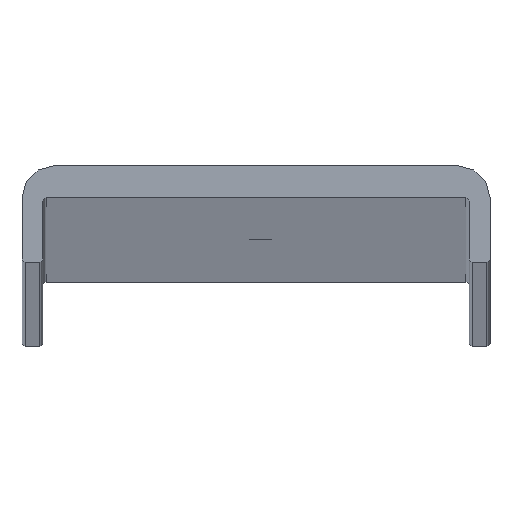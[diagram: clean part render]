
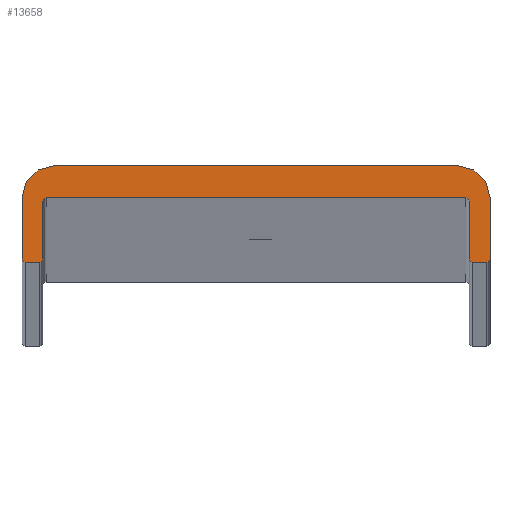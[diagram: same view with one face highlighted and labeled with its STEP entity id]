
A CAD part, top view. The second image highlights one B-rep face of the part: STEP entity #13658.
In plain terms, the highlighted planar face has unit normal (0, 0, 1).
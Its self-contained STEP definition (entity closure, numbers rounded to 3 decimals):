
#47 = CARTESIAN_POINT ( 'NONE',  ( 13.25, 3.8, 1500. ) ) ;
#125 = VECTOR ( 'NONE', #5228, 1000. ) ;
#160 = EDGE_CURVE ( 'NONE', #7564, #6875, #15555, .T. ) ;
#328 = AXIS2_PLACEMENT_3D ( 'NONE', #11628, #10084, #1722 ) ;
#472 = VERTEX_POINT ( 'NONE', #4357 ) ;
#537 = ORIENTED_EDGE ( 'NONE', *, *, #160, .T. ) ;
#619 = DIRECTION ( 'NONE',  ( 0., 1., 0. ) ) ;
#724 = VERTEX_POINT ( 'NONE', #9202 ) ;
#799 = CIRCLE ( 'NONE', #3241, 0.2 ) ;
#935 = DIRECTION ( 'NONE',  ( 1., 0., 0. ) ) ;
#1216 = CIRCLE ( 'NONE', #7935, 2. ) ;
#1221 = CARTESIAN_POINT ( 'NONE',  ( 14.35, 0.2, 1500. ) ) ;
#1367 = VERTEX_POINT ( 'NONE', #6272 ) ;
#1614 = EDGE_CURVE ( 'NONE', #6875, #1367, #14873, .T. ) ;
#1643 = EDGE_CURVE ( 'NONE', #724, #7627, #11102, .T. ) ;
#1722 = DIRECTION ( 'NONE',  ( -1., 0., 0. ) ) ;
#1843 = EDGE_CURVE ( 'NONE', #1870, #2835, #10674, .T. ) ;
#1870 = VERTEX_POINT ( 'NONE', #5154 ) ;
#1904 = VERTEX_POINT ( 'NONE', #13200 ) ;
#2045 = CARTESIAN_POINT ( 'NONE',  ( 14.55, 4., 1500. ) ) ;
#2389 = VERTEX_POINT ( 'NONE', #11255 ) ;
#2447 = CARTESIAN_POINT ( 'NONE',  ( -13.05, 3.8, 1500. ) ) ;
#2506 = CARTESIAN_POINT ( 'NONE',  ( -14.55, 0.2, 1500. ) ) ;
#2643 = CIRCLE ( 'NONE', #9870, 0.2 ) ;
#2644 = DIRECTION ( 'NONE',  ( 1., 0., 0. ) ) ;
#2712 = CARTESIAN_POINT ( 'NONE',  ( 12.55, 6., 1500. ) ) ;
#2725 = EDGE_CURVE ( 'NONE', #13657, #10351, #10230, .T. ) ;
#2825 = DIRECTION ( 'NONE',  ( 1., 0., 0. ) ) ;
#2835 = VERTEX_POINT ( 'NONE', #7200 ) ;
#3019 = LINE ( 'NONE', #2045, #5197 ) ;
#3143 = CARTESIAN_POINT ( 'NONE',  ( 14.35, 0., 1500. ) ) ;
#3155 = VERTEX_POINT ( 'NONE', #15109 ) ;
#3241 = AXIS2_PLACEMENT_3D ( 'NONE', #16611, #9625, #13967 ) ;
#3242 = CARTESIAN_POINT ( 'NONE',  ( 14.55, 0.2, 1500. ) ) ;
#3876 = EDGE_CURVE ( 'NONE', #3155, #13657, #18224, .T. ) ;
#4223 = LINE ( 'NONE', #47, #7772 ) ;
#4357 = CARTESIAN_POINT ( 'NONE',  ( -13.45, 0., 1500. ) ) ;
#4397 = DIRECTION ( 'NONE',  ( 0., 0., 1. ) ) ;
#4622 = AXIS2_PLACEMENT_3D ( 'NONE', #2447, #5210, #15078 ) ;
#4832 = AXIS2_PLACEMENT_3D ( 'NONE', #15816, #11624, #11554 ) ;
#5154 = CARTESIAN_POINT ( 'NONE',  ( -13.05, 4., 1500. ) ) ;
#5197 = VECTOR ( 'NONE', #619, 1000. ) ;
#5210 = DIRECTION ( 'NONE',  ( 0., 0., -1. ) ) ;
#5228 = DIRECTION ( 'NONE',  ( -1., 0., 0. ) ) ;
#5254 = EDGE_CURVE ( 'NONE', #1367, #724, #9856, .T. ) ;
#5258 = ORIENTED_EDGE ( 'NONE', *, *, #1643, .T. ) ;
#5397 = EDGE_CURVE ( 'NONE', #5730, #1870, #12744, .T. ) ;
#5730 = VERTEX_POINT ( 'NONE', #9545 ) ;
#5907 = ORIENTED_EDGE ( 'NONE', *, *, #3876, .T. ) ;
#6272 = CARTESIAN_POINT ( 'NONE',  ( -14.55, 4., 1500. ) ) ;
#6435 = DIRECTION ( 'NONE',  ( -1., 0., 0. ) ) ;
#6445 = ORIENTED_EDGE ( 'NONE', *, *, #1843, .T. ) ;
#6493 = CARTESIAN_POINT ( 'NONE',  ( 13.45, 0., 1500. ) ) ;
#6518 = VERTEX_POINT ( 'NONE', #7637 ) ;
#6581 = ORIENTED_EDGE ( 'NONE', *, *, #6599, .T. ) ;
#6599 = EDGE_CURVE ( 'NONE', #472, #6518, #799, .T. ) ;
#6677 = CARTESIAN_POINT ( 'NONE',  ( -13.05, 4., 1500. ) ) ;
#6875 = VERTEX_POINT ( 'NONE', #14417 ) ;
#6909 = VECTOR ( 'NONE', #15304, 1000. ) ;
#7117 = CARTESIAN_POINT ( 'NONE',  ( 13.05, 3.8, 1500. ) ) ;
#7200 = CARTESIAN_POINT ( 'NONE',  ( 13.05, 4., 1500. ) ) ;
#7423 = VECTOR ( 'NONE', #935, 1000. ) ;
#7564 = VERTEX_POINT ( 'NONE', #2712 ) ;
#7627 = VERTEX_POINT ( 'NONE', #9968 ) ;
#7637 = CARTESIAN_POINT ( 'NONE',  ( -13.25, 0.2, 1500. ) ) ;
#7718 = EDGE_CURVE ( 'NONE', #1904, #7564, #1216, .T. ) ;
#7772 = VECTOR ( 'NONE', #12482, 1000. ) ;
#7775 = EDGE_CURVE ( 'NONE', #10351, #1904, #3019, .T. ) ;
#7935 = AXIS2_PLACEMENT_3D ( 'NONE', #15834, #15769, #14433 ) ;
#8080 = ORIENTED_EDGE ( 'NONE', *, *, #5397, .T. ) ;
#9202 = CARTESIAN_POINT ( 'NONE',  ( -14.55, 0.2, 1500. ) ) ;
#9545 = CARTESIAN_POINT ( 'NONE',  ( -13.25, 3.8, 1500. ) ) ;
#9625 = DIRECTION ( 'NONE',  ( 0., 0., 1. ) ) ;
#9856 = LINE ( 'NONE', #2506, #11405 ) ;
#9870 = AXIS2_PLACEMENT_3D ( 'NONE', #7117, #15570, #2825 ) ;
#9957 = ORIENTED_EDGE ( 'NONE', *, *, #7775, .T. ) ;
#9968 = CARTESIAN_POINT ( 'NONE',  ( -14.35, 0., 1500. ) ) ;
#10032 = ORIENTED_EDGE ( 'NONE', *, *, #13541, .T. ) ;
#10084 = DIRECTION ( 'NONE',  ( 0., 0., -1. ) ) ;
#10210 = CARTESIAN_POINT ( 'NONE',  ( -12.55, 4., 1500. ) ) ;
#10230 = CIRCLE ( 'NONE', #10970, 0.2 ) ;
#10313 = ORIENTED_EDGE ( 'NONE', *, *, #16086, .T. ) ;
#10351 = VERTEX_POINT ( 'NONE', #3242 ) ;
#10420 = DIRECTION ( 'NONE',  ( 1., 0., 0. ) ) ;
#10479 = CARTESIAN_POINT ( 'NONE',  ( -14.35, 0., 1500. ) ) ;
#10618 = DIRECTION ( 'NONE',  ( 0., 0., 1. ) ) ;
#10674 = LINE ( 'NONE', #6677, #6909 ) ;
#10970 = AXIS2_PLACEMENT_3D ( 'NONE', #1221, #18108, #2644 ) ;
#11102 = CIRCLE ( 'NONE', #4832, 0.2 ) ;
#11255 = CARTESIAN_POINT ( 'NONE',  ( 13.25, 3.8, 1500. ) ) ;
#11289 = CARTESIAN_POINT ( 'NONE',  ( -13.25, 0.2, 1500. ) ) ;
#11405 = VECTOR ( 'NONE', #16676, 1000. ) ;
#11434 = ORIENTED_EDGE ( 'NONE', *, *, #7718, .T. ) ;
#11554 = DIRECTION ( 'NONE',  ( -1., 0., 0. ) ) ;
#11620 = ORIENTED_EDGE ( 'NONE', *, *, #13239, .T. ) ;
#11624 = DIRECTION ( 'NONE',  ( 0., 0., 1. ) ) ;
#11628 = CARTESIAN_POINT ( 'NONE',  ( 12.55, 4., 1500. ) ) ;
#11739 = LINE ( 'NONE', #10479, #17280 ) ;
#11937 = ORIENTED_EDGE ( 'NONE', *, *, #1614, .T. ) ;
#12113 = AXIS2_PLACEMENT_3D ( 'NONE', #12208, #10618, #6435 ) ;
#12208 = CARTESIAN_POINT ( 'NONE',  ( 13.45, 0.2, 1500. ) ) ;
#12317 = CARTESIAN_POINT ( 'NONE',  ( -12.55, 6., 1500. ) ) ;
#12482 = DIRECTION ( 'NONE',  ( 0., -1., 0. ) ) ;
#12654 = DIRECTION ( 'NONE',  ( 0., 1., 0. ) ) ;
#12744 = CIRCLE ( 'NONE', #4622, 0.2 ) ;
#12988 = DIRECTION ( 'NONE',  ( 1., 0., 0. ) ) ;
#13200 = CARTESIAN_POINT ( 'NONE',  ( 14.55, 4., 1500. ) ) ;
#13239 = EDGE_CURVE ( 'NONE', #7627, #472, #11739, .T. ) ;
#13251 = ORIENTED_EDGE ( 'NONE', *, *, #5254, .T. ) ;
#13541 = EDGE_CURVE ( 'NONE', #2389, #17862, #4223, .T. ) ;
#13657 = VERTEX_POINT ( 'NONE', #3143 ) ;
#13658 = ADVANCED_FACE ( 'NONE', ( #13946 ), #17112, .F. ) ;
#13946 = FACE_OUTER_BOUND ( 'NONE', #16514, .T. ) ;
#13967 = DIRECTION ( 'NONE',  ( 1., 0., 0. ) ) ;
#14164 = VECTOR ( 'NONE', #12654, 1000. ) ;
#14417 = CARTESIAN_POINT ( 'NONE',  ( -12.55, 6., 1500. ) ) ;
#14433 = DIRECTION ( 'NONE',  ( -1., 0., 0. ) ) ;
#14647 = AXIS2_PLACEMENT_3D ( 'NONE', #10210, #4397, #12988 ) ;
#14873 = CIRCLE ( 'NONE', #14647, 2. ) ;
#15078 = DIRECTION ( 'NONE',  ( 1., 0., 0. ) ) ;
#15109 = CARTESIAN_POINT ( 'NONE',  ( 13.45, 0., 1500. ) ) ;
#15304 = DIRECTION ( 'NONE',  ( 1., 0., 0. ) ) ;
#15487 = CARTESIAN_POINT ( 'NONE',  ( 13.25, 0.2, 1500. ) ) ;
#15555 = LINE ( 'NONE', #12317, #125 ) ;
#15570 = DIRECTION ( 'NONE',  ( 0., 0., -1. ) ) ;
#15685 = EDGE_CURVE ( 'NONE', #17862, #3155, #18295, .T. ) ;
#15769 = DIRECTION ( 'NONE',  ( 0., 0., 1. ) ) ;
#15816 = CARTESIAN_POINT ( 'NONE',  ( -14.35, 0.2, 1500. ) ) ;
#15834 = CARTESIAN_POINT ( 'NONE',  ( 12.55, 4., 1500. ) ) ;
#16086 = EDGE_CURVE ( 'NONE', #2835, #2389, #2643, .T. ) ;
#16514 = EDGE_LOOP ( 'NONE', ( #11434, #537, #11937, #13251, #5258, #11620, #6581, #17509, #8080, #6445, #10313, #10032, #17346, #5907, #16665, #9957 ) ) ;
#16611 = CARTESIAN_POINT ( 'NONE',  ( -13.45, 0.2, 1500. ) ) ;
#16665 = ORIENTED_EDGE ( 'NONE', *, *, #2725, .T. ) ;
#16676 = DIRECTION ( 'NONE',  ( 0., -1., 0. ) ) ;
#17112 = PLANE ( 'NONE',  #328 ) ;
#17280 = VECTOR ( 'NONE', #10420, 1000. ) ;
#17346 = ORIENTED_EDGE ( 'NONE', *, *, #15685, .T. ) ;
#17509 = ORIENTED_EDGE ( 'NONE', *, *, #17859, .T. ) ;
#17859 = EDGE_CURVE ( 'NONE', #6518, #5730, #18123, .T. ) ;
#17862 = VERTEX_POINT ( 'NONE', #15487 ) ;
#18108 = DIRECTION ( 'NONE',  ( 0., 0., 1. ) ) ;
#18123 = LINE ( 'NONE', #11289, #14164 ) ;
#18224 = LINE ( 'NONE', #6493, #7423 ) ;
#18295 = CIRCLE ( 'NONE', #12113, 0.2 ) ;
